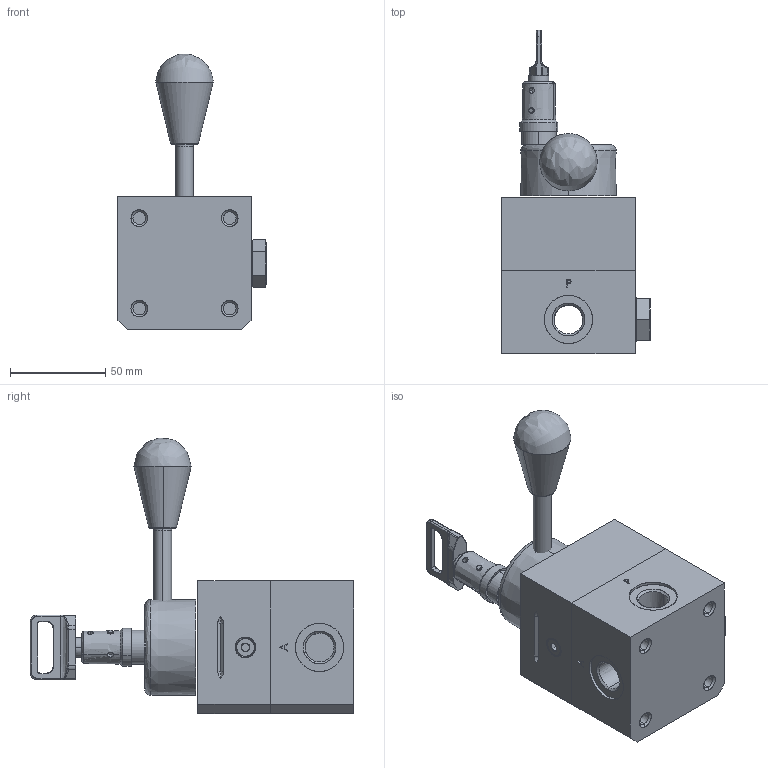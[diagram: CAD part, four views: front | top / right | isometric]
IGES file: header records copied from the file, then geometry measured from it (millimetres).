
Start section: SolidWorks IGES file using analytic representation for surfaces
Global section: file name: TSK6209-UP.IGS; native system: SolidWorks 2015; preprocessor: SolidWorks 2015; author: pcw; date: 160728.163229; units: millimetre
Bounding box: 77.9 x 170.26 x 145.14 mm (x, y, z)
Surface area: 60403.3 mm2 (no closed solid volume)
Topology: 0 solids, 0 shells, 329 faces, 4221 edges, 4218 vertices
Faces by surface type: revolution 166, bspline 163
